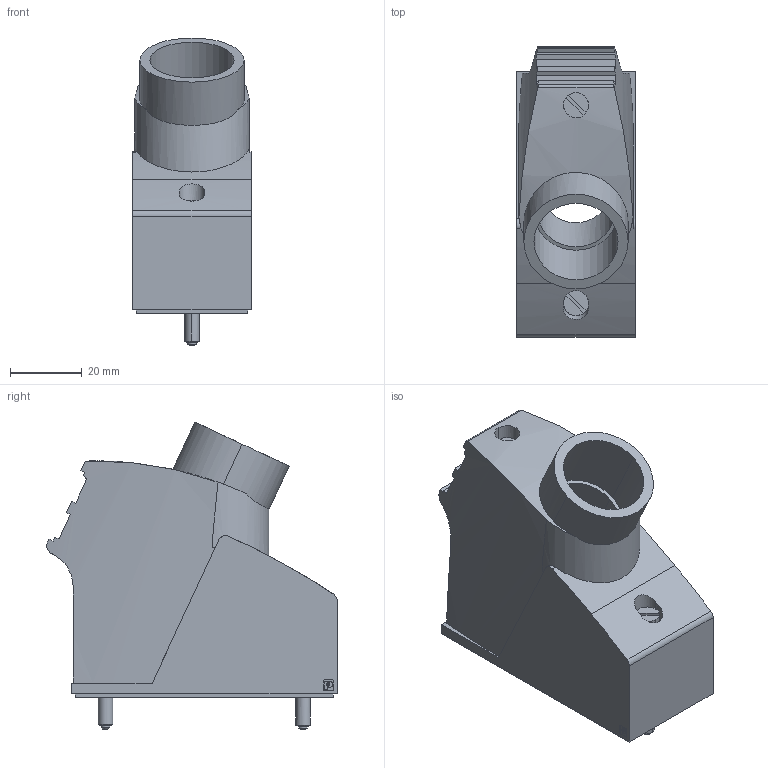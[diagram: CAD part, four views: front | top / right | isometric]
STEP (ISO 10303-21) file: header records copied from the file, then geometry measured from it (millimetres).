
FILE_DESCRIPTION(('Creo Elements/Direct Modeling STEP Export'),'2;1');
FILE_NAME('model.stp','2020-11-03T10:23:09',(''),(''),'Creo Elements/Direct Modeling STEP processor for AP214 (Solid Model)','Creo Elements/Direct Modeling 20.1A 29-Sep-2018 (C) Parametric Technology GmbH','');
FILE_SCHEMA(('AUTOMOTIVE_DESIGN { 1 0 10303 214 1 1 1 1 }'));
Length unit declared in the file: millimetre
Products named in the file (2): VC-MEMV-T2-Z
Assembly tree (1 placements, depth 2):
  VC-MEMV-T2-Z
    VC-MEMV-T2-Z
Bounding box: 33 x 80.83 x 85.69 mm (x, y, z)
Volume: 61318.2 mm3; surface area: 26793.4 mm2
Topology: 1 solids, 1 shells, 178 faces, 451 edges, 297 vertices
Faces by surface type: plane 89, cylinder 73, cone 10, torus 6
Entity records: 9669 total; most frequent: CARTESIAN_POINT 3914, ORIENTED_EDGE 902, DIRECTION 848, EDGE_CURVE 451, AXIS2_PLACEMENT_3D 305, VERTEX_POINT 297, VECTOR 238, LINE 238
